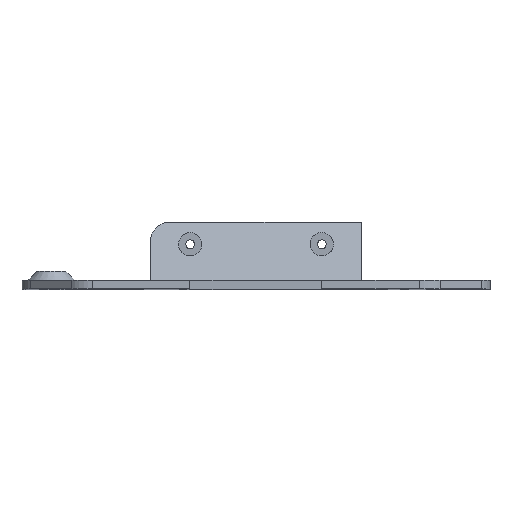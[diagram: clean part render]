
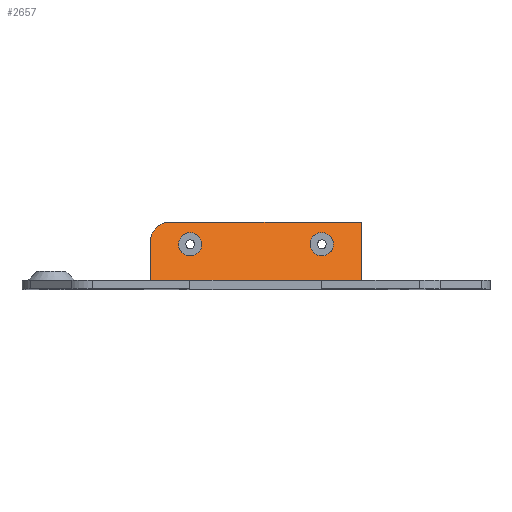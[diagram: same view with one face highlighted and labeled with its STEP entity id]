
A CAD part, top view. The second image highlights one B-rep face of the part: STEP entity #2657.
In plain terms, the highlighted planar face has unit normal (0, 0.447, 0.894).
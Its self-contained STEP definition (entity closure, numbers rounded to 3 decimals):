
#16=ELLIPSE('',#2820,7.267,6.5);
#17=ELLIPSE('',#2824,4.472,4.);
#18=ELLIPSE('',#2825,4.472,4.);
#73=FACE_BOUND('',#484,.T.);
#74=FACE_BOUND('',#485,.T.);
#219=PLANE('',#2823);
#326=FACE_OUTER_BOUND('',#483,.T.);
#483=EDGE_LOOP('',(#2195,#2196,#2197,#2198,#2199));
#484=EDGE_LOOP('',(#2200));
#485=EDGE_LOOP('',(#2201));
#766=LINE('',#4312,#1045);
#769=LINE('',#4318,#1048);
#770=LINE('',#4320,#1049);
#771=LINE('',#4321,#1050);
#1045=VECTOR('',#3285,10.);
#1048=VECTOR('',#3290,10.);
#1049=VECTOR('',#3291,10.);
#1050=VECTOR('',#3292,10.);
#1355=VERTEX_POINT('',#4302);
#1356=VERTEX_POINT('',#4303);
#1359=VERTEX_POINT('',#4311);
#1361=VERTEX_POINT('',#4317);
#1362=VERTEX_POINT('',#4319);
#1363=VERTEX_POINT('',#4322);
#1364=VERTEX_POINT('',#4324);
#1675=EDGE_CURVE('',#1355,#1356,#16,.T.);
#1679=EDGE_CURVE('',#1356,#1359,#766,.T.);
#1682=EDGE_CURVE('',#1355,#1361,#769,.T.);
#1683=EDGE_CURVE('',#1361,#1362,#770,.T.);
#1684=EDGE_CURVE('',#1362,#1359,#771,.T.);
#1685=EDGE_CURVE('',#1363,#1363,#17,.T.);
#1686=EDGE_CURVE('',#1364,#1364,#18,.T.);
#2195=ORIENTED_EDGE('',*,*,#1675,.F.);
#2196=ORIENTED_EDGE('',*,*,#1682,.T.);
#2197=ORIENTED_EDGE('',*,*,#1683,.T.);
#2198=ORIENTED_EDGE('',*,*,#1684,.T.);
#2199=ORIENTED_EDGE('',*,*,#1679,.F.);
#2200=ORIENTED_EDGE('',*,*,#1685,.T.);
#2201=ORIENTED_EDGE('',*,*,#1686,.T.);
#2657=ADVANCED_FACE('',(#326,#73,#74),#219,.T.);
#2820=AXIS2_PLACEMENT_3D('',#4304,#3277,#3278);
#2823=AXIS2_PLACEMENT_3D('',#4316,#3288,#3289);
#2824=AXIS2_PLACEMENT_3D('',#4323,#3293,#3294);
#2825=AXIS2_PLACEMENT_3D('',#4325,#3295,#3296);
#3277=DIRECTION('center_axis',(0.,-0.447,-0.894));
#3278=DIRECTION('ref_axis',(0.,0.894,-0.447));
#3285=DIRECTION('',(1.,0.,0.));
#3288=DIRECTION('center_axis',(0.,0.447,0.894));
#3289=DIRECTION('ref_axis',(1.,0.,0.));
#3290=DIRECTION('',(0.,-0.894,0.447));
#3291=DIRECTION('',(1.,0.,0.));
#3292=DIRECTION('',(0.,0.894,-0.447));
#3293=DIRECTION('center_axis',(0.,-0.447,-0.894));
#3294=DIRECTION('ref_axis',(0.,-0.894,0.447));
#3295=DIRECTION('center_axis',(0.,-0.447,-0.894));
#3296=DIRECTION('ref_axis',(0.,-0.894,0.447));
#4302=CARTESIAN_POINT('',(-36.05,16.5,-44.75));
#4303=CARTESIAN_POINT('',(-29.55,23.,-48.));
#4304=CARTESIAN_POINT('Origin',(-29.55,16.5,-44.75));
#4311=CARTESIAN_POINT('',(36.05,23.,-48.));
#4312=CARTESIAN_POINT('',(36.05,23.,-48.));
#4316=CARTESIAN_POINT('Origin',(-18.025,13.,-43.));
#4317=CARTESIAN_POINT('',(-36.05,3.,-38.));
#4318=CARTESIAN_POINT('',(-36.05,11.4,-42.2));
#4319=CARTESIAN_POINT('',(36.05,3.,-38.));
#4320=CARTESIAN_POINT('',(-18.025,3.,-38.));
#4321=CARTESIAN_POINT('',(36.05,10.,-41.5));
#4322=CARTESIAN_POINT('',(-26.5,15.5,-44.25));
#4323=CARTESIAN_POINT('Origin',(-22.5,15.5,-44.25));
#4324=CARTESIAN_POINT('',(18.5,15.5,-44.25));
#4325=CARTESIAN_POINT('Origin',(22.5,15.5,-44.25));
